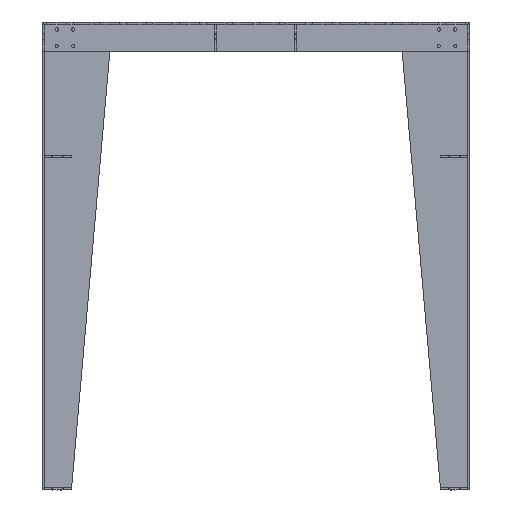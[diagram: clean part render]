
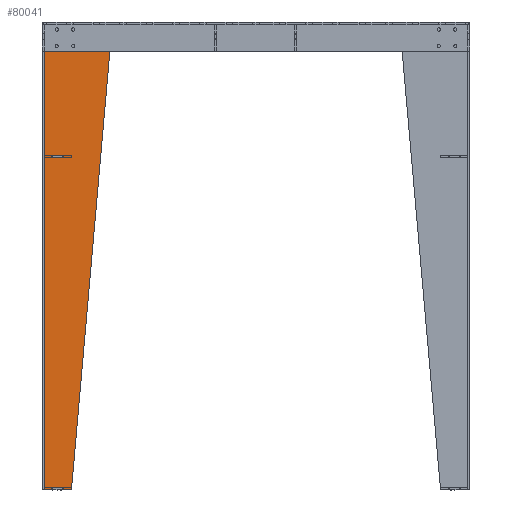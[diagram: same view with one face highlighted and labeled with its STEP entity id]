
A CAD part, left-side view. The second image highlights one B-rep face of the part: STEP entity #80041.
In plain terms, the highlighted free-form (B-spline) face has degree [1, 1] with [2, 2] control points.
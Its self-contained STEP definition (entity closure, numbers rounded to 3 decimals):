
#79781 = VERTEX_POINT('',#79782);
#79782 = CARTESIAN_POINT('',(-617.788,393.946,
    -256.743));
#79787 = EDGE_CURVE('',#79781,#79788,#79790,.T.);
#79788 = VERTEX_POINT('',#79789);
#79789 = CARTESIAN_POINT('',(-617.788,372.277,
    -256.743));
#79790 = B_SPLINE_CURVE_WITH_KNOTS('',1,(#79791,#79792),.UNSPECIFIED.,
  .F.,.F.,(2,2),(-29.055,-7.618),
  .PIECEWISE_BEZIER_KNOTS.);
#79791 = CARTESIAN_POINT('',(-617.788,393.946,
    -256.743));
#79792 = CARTESIAN_POINT('',(-617.788,372.277,
    -256.743));
#79808 = EDGE_CURVE('',#79788,#79809,#79811,.T.);
#79809 = VERTEX_POINT('',#79810);
#79810 = CARTESIAN_POINT('',(-617.788,372.277,
    -251.929));
#79811 = B_SPLINE_CURVE_WITH_KNOTS('',1,(#79812,#79813),.UNSPECIFIED.,
  .F.,.F.,(2,2),(107.95,112.713),.PIECEWISE_BEZIER_KNOTS.);
#79812 = CARTESIAN_POINT('',(-617.788,372.277,
    -256.743));
#79813 = CARTESIAN_POINT('',(-617.788,372.277,
    -251.929));
#79844 = VERTEX_POINT('',#79845);
#79845 = CARTESIAN_POINT('',(-617.788,393.946,
    -251.929));
#79850 = EDGE_CURVE('',#79844,#79781,#79851,.T.);
#79851 = B_SPLINE_CURVE_WITH_KNOTS('',1,(#79852,#79853),.UNSPECIFIED.,
  .F.,.F.,(2,2),(-112.713,-107.95),.PIECEWISE_BEZIER_KNOTS.);
#79852 = CARTESIAN_POINT('',(-617.788,393.946,
    -251.929));
#79853 = CARTESIAN_POINT('',(-617.788,393.946,
    -256.743));
#79869 = EDGE_CURVE('',#79809,#79844,#79870,.T.);
#79870 = B_SPLINE_CURVE_WITH_KNOTS('',1,(#79871,#79872),.UNSPECIFIED.,
  .F.,.F.,(2,2),(7.618,29.055),
  .PIECEWISE_BEZIER_KNOTS.);
#79871 = CARTESIAN_POINT('',(-617.788,372.277,
    -251.929));
#79872 = CARTESIAN_POINT('',(-617.788,393.946,
    -251.929));
#79969 = VERTEX_POINT('',#79970);
#79970 = CARTESIAN_POINT('',(-617.788,393.94,
    -896.675));
#79975 = EDGE_CURVE('',#79976,#79969,#79978,.T.);
#79976 = VERTEX_POINT('',#79977);
#79977 = CARTESIAN_POINT('',(-617.788,395.866,
    -898.6));
#79978 = B_SPLINE_CURVE_WITH_KNOTS('',1,(#79979,#79980),.UNSPECIFIED.,
  .F.,.F.,(2,2),(-166.694,-164.),
  .PIECEWISE_BEZIER_KNOTS.);
#79979 = CARTESIAN_POINT('',(-617.788,395.866,
    -898.6));
#79980 = CARTESIAN_POINT('',(-617.788,393.94,
    -896.675));
#79996 = EDGE_CURVE('',#79976,#79997,#79999,.T.);
#79997 = VERTEX_POINT('',#79998);
#79998 = CARTESIAN_POINT('',(-617.788,407.579,
    -898.6));
#79999 = B_SPLINE_CURVE_WITH_KNOTS('',1,(#80000,#80001),.UNSPECIFIED.,
  .F.,.F.,(2,2),(-11.589,0.),.PIECEWISE_BEZIER_KNOTS.);
#80000 = CARTESIAN_POINT('',(-617.788,395.866,
    -898.6));
#80001 = CARTESIAN_POINT('',(-617.788,407.579,
    -898.6));
#80017 = EDGE_CURVE('',#80018,#80020,#80022,.T.);
#80018 = VERTEX_POINT('',#80019);
#80019 = CARTESIAN_POINT('',(-617.788,372.277,
    -896.675));
#80020 = VERTEX_POINT('',#80021);
#80021 = CARTESIAN_POINT('',(-617.788,370.352,
    -898.6));
#80022 = B_SPLINE_CURVE_WITH_KNOTS('',1,(#80023,#80024),.UNSPECIFIED.,
  .F.,.F.,(2,2),(137.231,139.925),
  .PIECEWISE_BEZIER_KNOTS.);
#80023 = CARTESIAN_POINT('',(-617.788,372.277,
    -896.675));
#80024 = CARTESIAN_POINT('',(-617.788,370.352,
    -898.6));
#80041 = ADVANCED_FACE('',(#80042,#80092),#80098,.F.);
#80042 = FACE_BOUND('',#80043,.T.);
#80043 = EDGE_LOOP('',(#80044,#80045,#80052,#80059,#80064,#80065,#80072,
    #80079,#80086,#80091));
#80044 = ORIENTED_EDGE('',*,*,#79975,.T.);
#80045 = ORIENTED_EDGE('',*,*,#80046,.F.);
#80046 = EDGE_CURVE('',#80047,#79969,#80049,.T.);
#80047 = VERTEX_POINT('',#80048);
#80048 = CARTESIAN_POINT('',(-617.788,393.94,
    -893.786));
#80049 = B_SPLINE_CURVE_WITH_KNOTS('',1,(#80050,#80051),.UNSPECIFIED.,
  .F.,.F.,(2,2),(204.788,207.645),.PIECEWISE_BEZIER_KNOTS.);
#80050 = CARTESIAN_POINT('',(-617.788,393.94,
    -893.786));
#80051 = CARTESIAN_POINT('',(-617.788,393.94,
    -896.675));
#80052 = ORIENTED_EDGE('',*,*,#80053,.F.);
#80053 = EDGE_CURVE('',#80054,#80047,#80056,.T.);
#80054 = VERTEX_POINT('',#80055);
#80055 = CARTESIAN_POINT('',(-617.788,372.277,
    -893.786));
#80056 = B_SPLINE_CURVE_WITH_KNOTS('',1,(#80057,#80058),.UNSPECIFIED.,
  .F.,.F.,(2,2),(7.618,29.049),
  .PIECEWISE_BEZIER_KNOTS.);
#80057 = CARTESIAN_POINT('',(-617.788,372.277,
    -893.786));
#80058 = CARTESIAN_POINT('',(-617.788,393.94,
    -893.786));
#80059 = ORIENTED_EDGE('',*,*,#80060,.F.);
#80060 = EDGE_CURVE('',#80018,#80054,#80061,.T.);
#80061 = B_SPLINE_CURVE_WITH_KNOTS('',1,(#80062,#80063),.UNSPECIFIED.,
  .F.,.F.,(2,2),(-207.645,-204.788),.PIECEWISE_BEZIER_KNOTS.);
#80062 = CARTESIAN_POINT('',(-617.788,372.277,
    -896.675));
#80063 = CARTESIAN_POINT('',(-617.788,372.277,
    -893.786));
#80064 = ORIENTED_EDGE('',*,*,#80017,.T.);
#80065 = ORIENTED_EDGE('',*,*,#80066,.F.);
#80066 = EDGE_CURVE('',#80067,#80020,#80069,.T.);
#80067 = VERTEX_POINT('',#80068);
#80068 = CARTESIAN_POINT('',(-617.788,356.231,
    -898.6));
#80069 = B_SPLINE_CURVE_WITH_KNOTS('',1,(#80070,#80071),.UNSPECIFIED.,
  .F.,.F.,(2,2),(-50.8,-36.83),.PIECEWISE_BEZIER_KNOTS.);
#80070 = CARTESIAN_POINT('',(-617.788,356.231,
    -898.6));
#80071 = CARTESIAN_POINT('',(-617.788,370.352,
    -898.6));
#80072 = ORIENTED_EDGE('',*,*,#80073,.F.);
#80073 = EDGE_CURVE('',#80074,#80067,#80076,.T.);
#80074 = VERTEX_POINT('',#80075);
#80075 = CARTESIAN_POINT('',(-617.788,282.106,
    -51.349));
#80076 = B_SPLINE_CURVE_WITH_KNOTS('',1,(#80077,#80078),.UNSPECIFIED.,
  .F.,.F.,(2,2),(-841.402,0.),.PIECEWISE_BEZIER_KNOTS.);
#80077 = CARTESIAN_POINT('',(-617.788,282.106,
    -51.349));
#80078 = CARTESIAN_POINT('',(-617.788,356.231,
    -898.6));
#80079 = ORIENTED_EDGE('',*,*,#80080,.F.);
#80080 = EDGE_CURVE('',#80081,#80074,#80083,.T.);
#80081 = VERTEX_POINT('',#80082);
#80082 = CARTESIAN_POINT('',(-617.788,407.579,
    -51.349));
#80083 = B_SPLINE_CURVE_WITH_KNOTS('',1,(#80084,#80085),.UNSPECIFIED.,
  .F.,.F.,(2,2),(0.,124.133),.PIECEWISE_BEZIER_KNOTS.);
#80084 = CARTESIAN_POINT('',(-617.788,407.579,
    -51.349));
#80085 = CARTESIAN_POINT('',(-617.788,282.106,
    -51.349));
#80086 = ORIENTED_EDGE('',*,*,#80087,.F.);
#80087 = EDGE_CURVE('',#79997,#80081,#80088,.T.);
#80088 = B_SPLINE_CURVE_WITH_KNOTS('',1,(#80089,#80090),.UNSPECIFIED.,
  .F.,.F.,(2,2),(-838.2,0.),.PIECEWISE_BEZIER_KNOTS.);
#80089 = CARTESIAN_POINT('',(-617.788,407.579,
    -898.6));
#80090 = CARTESIAN_POINT('',(-617.788,407.579,
    -51.349));
#80091 = ORIENTED_EDGE('',*,*,#79996,.F.);
#80092 = FACE_BOUND('',#80093,.T.);
#80093 = EDGE_LOOP('',(#80094,#80095,#80096,#80097));
#80094 = ORIENTED_EDGE('',*,*,#79850,.F.);
#80095 = ORIENTED_EDGE('',*,*,#79869,.F.);
#80096 = ORIENTED_EDGE('',*,*,#79808,.F.);
#80097 = ORIENTED_EDGE('',*,*,#79787,.F.);
#80098 = B_SPLINE_SURFACE_WITH_KNOTS('',1,1,(
    (#80099,#80100)
    ,(#80101,#80102
    )),.UNSPECIFIED.,.F.,.F.,.F.,(2,2),(2,2),(-419.1,419.1),(
    -62.066,62.066),.PIECEWISE_BEZIER_KNOTS.);
#80099 = CARTESIAN_POINT('',(-617.788,282.106,
    -51.349));
#80100 = CARTESIAN_POINT('',(-617.788,407.579,
    -51.349));
#80101 = CARTESIAN_POINT('',(-617.788,282.106,
    -898.6));
#80102 = CARTESIAN_POINT('',(-617.788,407.579,
    -898.6));
